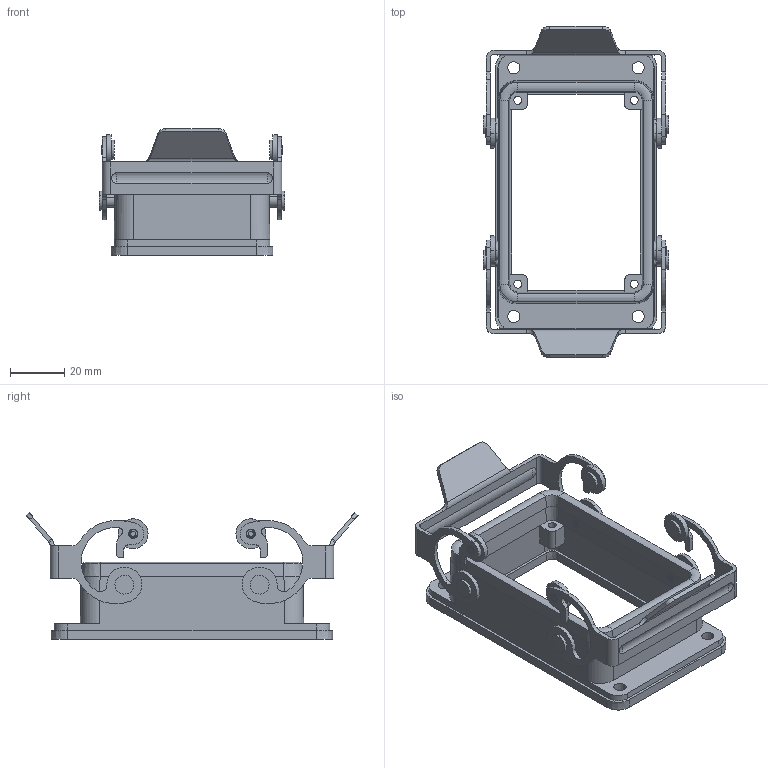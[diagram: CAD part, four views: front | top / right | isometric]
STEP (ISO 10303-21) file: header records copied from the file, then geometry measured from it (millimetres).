
FILE_DESCRIPTION(('Creo Elements/Direct Modeling STEP Export'),'2;1');
FILE_NAME('0ln7uvk4tb8dcbd6132','2019-10-22T16:53:34',(''),(''),'Creo Elements/Direct Modeling STEP processor for AP214 (Solid Model)','Creo Elements/Direct Modeling 20.1B 02-Apr-2019 (C) Parametric Technology GmbH','');
FILE_SCHEMA(('AUTOMOTIVE_DESIGN { 1 0 10303 214 1 1 1 1 }'));
Length unit declared in the file: millimetre
Products named in the file (6): Leva.1; Leva; CHIX50.stp
Assembly tree (3 placements, depth 2):
  Leva.1
    Leva.1
  Leva
    Leva
  CHIX50.stp
    CHIX50.stp
Bounding box: 68.5 x 122.79 x 46.95 mm (x, y, z)
Volume: 45431.7 mm3; surface area: 33187.2 mm2
Topology: 3 solids, 7 shells, 439 faces, 1104 edges, 712 vertices
Faces by surface type: cylinder 220, plane 163, cone 24, extrusion 16, sphere 8, bspline 4, torus 4
Entity records: 15245 total; most frequent: CARTESIAN_POINT 3231, ORIENTED_EDGE 2192, DIRECTION 2054, EDGE_CURVE 1096, AXIS2_PLACEMENT_3D 763, VERTEX_POINT 712, VECTOR 528, EDGE_LOOP 514
